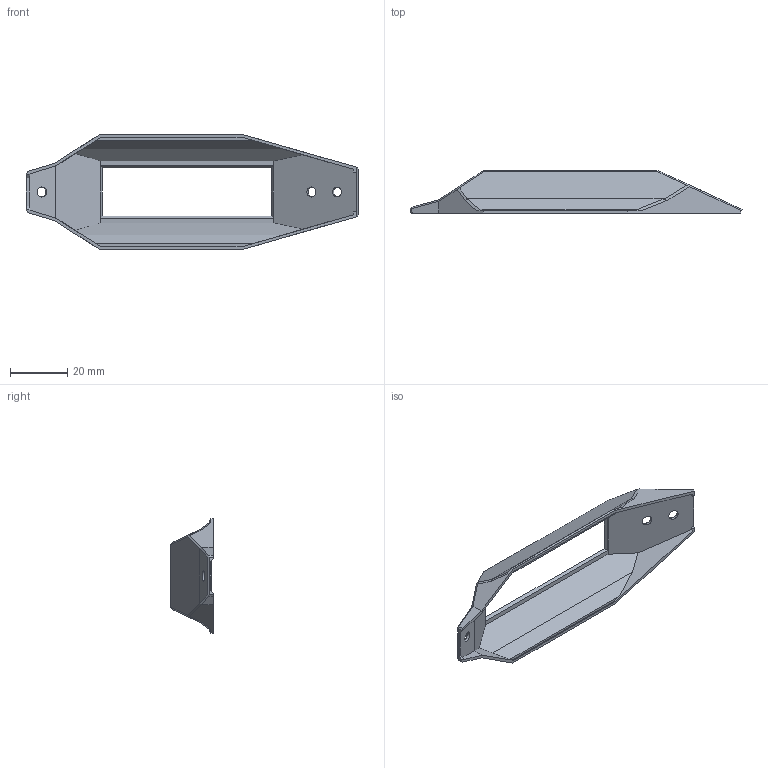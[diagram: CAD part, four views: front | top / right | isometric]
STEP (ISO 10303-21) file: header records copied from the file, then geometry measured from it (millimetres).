
FILE_DESCRIPTION(/* description */ (''),/* implementation_level */ '2;1');
FILE_NAME(/* name */ 'ShieldV2.step',/* time_stamp */ '2023-02-27T21:21:57-06:00',/* author */ (''),/* organization */ (''),/* preprocessor_version */ 'ST-DEVELOPER v19.2',/* originating_system */ 'Autodesk Translation Framework v11.17.0.187',/* authorisation */ '');
FILE_SCHEMA (('AUTOMOTIVE_DESIGN { 1 0 10303 214 3 1 1 }'));
Length unit declared in the file: millimetre
Products named in the file (1): ShieldV2
Bounding box: 115.93 x 14.87 x 40 mm (x, y, z)
Volume: 4524.5 mm3; surface area: 9556.9 mm2
Topology: 1 solids, 1 shells, 94 faces, 246 edges, 154 vertices
Faces by surface type: plane 91, cylinder 3
Full cylindrical faces by diameter (mm): 3.5 x3
Entity records: 2852 total; most frequent: CARTESIAN_POINT 495, ORIENTED_EDGE 492, DIRECTION 442, EDGE_CURVE 246, LINE 240, VECTOR 240, VERTEX_POINT 154, EDGE_LOOP 102
